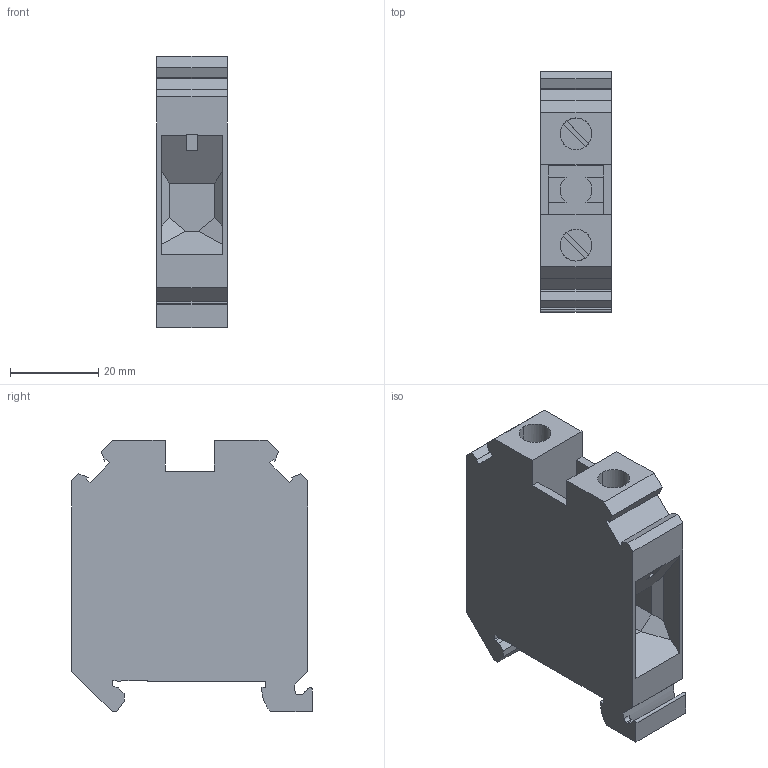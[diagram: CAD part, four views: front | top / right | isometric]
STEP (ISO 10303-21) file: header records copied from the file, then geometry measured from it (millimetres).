
FILE_DESCRIPTION(('Creo Elements/Direct Modeling STEP Export'),'2;1');
FILE_NAME('model.stp','2021-03-25T 0:51:40',(''),(''),'Creo Elements/Direct Modeling STEP processor for AP214 (Solid Model)','Creo Elements/Direct Modeling 20.1D 10-Oct-2020 (C) Parametric Technology GmbH','');
FILE_SCHEMA(('AUTOMOTIVE_DESIGN { 1 0 10303 214 1 1 1 1 }'));
Length unit declared in the file: millimetre
Products named in the file (2): UK_35_N_BU-select
Assembly tree (1 placements, depth 2):
  UK_35_N_BU-select
    UK_35_N_BU-select
Bounding box: 16 x 54.4 x 61.45 mm (x, y, z)
Volume: 35472.2 mm3; surface area: 13119.6 mm2
Topology: 1 solids, 1 shells, 126 faces, 348 edges, 228 vertices
Faces by surface type: plane 113, cylinder 13
Entity records: 4931 total; most frequent: ORIENTED_EDGE 696, CARTESIAN_POINT 689, DIRECTION 611, EDGE_CURVE 348, VECTOR 311, LINE 311, VERTEX_POINT 228, AXIS2_PLACEMENT_3D 150
